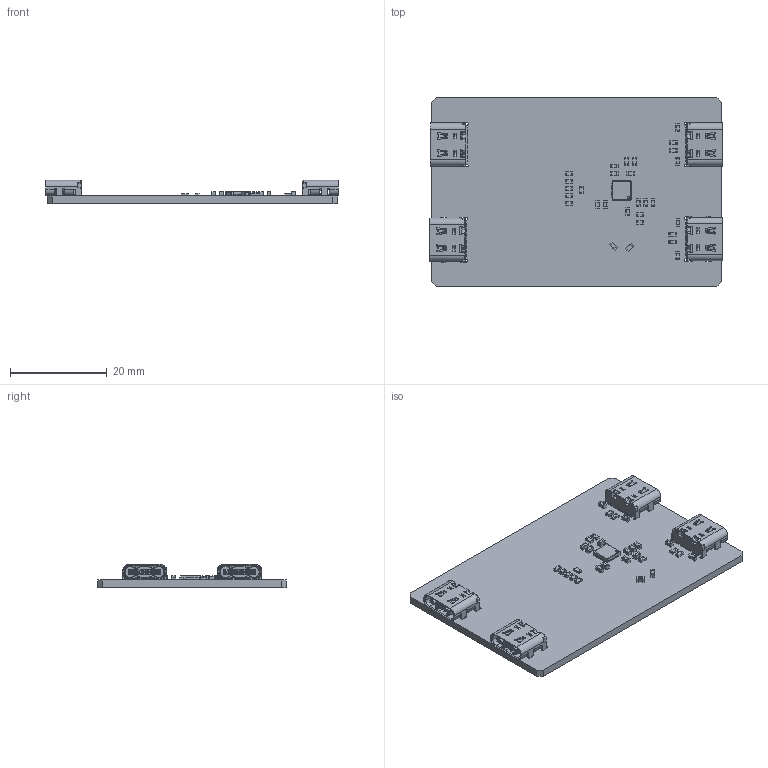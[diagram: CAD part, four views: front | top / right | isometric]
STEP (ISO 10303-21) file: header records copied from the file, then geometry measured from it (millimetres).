
FILE_DESCRIPTION(('FreeCAD Model'),'2;1');
FILE_NAME('Open CASCADE Shape Model','2023-08-27T17:03:09',(''),(''), 'Open CASCADE STEP processor 7.6','FreeCAD','Unknown');
FILE_SCHEMA(('AUTOMOTIVE_DESIGN { 1 0 10303 214 1 1 1 1 }'));
Length unit declared in the file: millimetre
Products named in the file (65): KiVM 1; C_0603_1608Metric; SOLID; 12402012E212A; SOLID003; C_0603_1608Metric002; R_0603_1608Metric002; SOLID006; C_0603_1608Metric003; R_0603_1608Metric003; 12402012E212A001; R_0603_1608Metric004; R_0603_1608Metric005; R_0603_1608Metric006; 12402012E212A002; C_0603_1608Metric008; R_0603_1608Metric007; C_0603_1608Metric010; C_0603_1608Metric011; C_0603_1608Metric012; 12402012E212A003; C_0603_1608Metric016; R_0603_1608Metric012; C_0603_1608Metric017; C_0603_1608Metric019; R_0603_1608Metric016; C_0603_1608Metric021; R_0603_1608Metric018; R_0603_1608Metric020; C_0603_1608Metric023; C_0603_1608Metric024; R_0603_1608Metric021; QFN-24 (4x4x0.9); SOLID066; SOLID067; SOLID068; SOLID069; SOLID070; SOLID071; SOLID072 ...
Assembly tree (94 placements, depth 3):
  KiVM 1
    C_0603_1608Metric
      SOLID
    12402012E212A
      SOLID003
    C_0603_1608Metric002
      SOLID
    R_0603_1608Metric002
      SOLID006
    C_0603_1608Metric003
      SOLID
    R_0603_1608Metric003
      SOLID006
    12402012E212A001
      SOLID003
    R_0603_1608Metric004
      SOLID006
    R_0603_1608Metric005
      SOLID006
    R_0603_1608Metric006
      SOLID006
    12402012E212A002
      SOLID003
    C_0603_1608Metric008
      SOLID
    R_0603_1608Metric007
      SOLID006
    C_0603_1608Metric010
      SOLID
    C_0603_1608Metric011
      SOLID
    C_0603_1608Metric012
      SOLID
    12402012E212A003
      SOLID003
    C_0603_1608Metric016
      SOLID
    R_0603_1608Metric012
      SOLID006
    C_0603_1608Metric017
      SOLID
    C_0603_1608Metric019
      SOLID
    R_0603_1608Metric016
      SOLID006
    C_0603_1608Metric021
      SOLID
    R_0603_1608Metric018
      SOLID006
    R_0603_1608Metric020
      SOLID006
    C_0603_1608Metric023
      SOLID
    C_0603_1608Metric024
      SOLID
    R_0603_1608Metric021
      SOLID006
    QFN-24 (4x4x0.9)
      SOLID066
      SOLID067
Bounding box: 60.42 x 39 x 4.81 mm (x, y, z)
Volume: 4160.9 mm3; surface area: 7200.3 mm2
Topology: 60 solids, 60 shells, 4523 faces, 12710 edges, 8224 vertices
Faces by surface type: plane 3134, cylinder 1161, cone 136, bspline 56, torus 32, sphere 4
Full cylindrical faces by diameter (mm): 0.5 x1, 0.65 x8
Entity records: 52408 total; most frequent: CARTESIAN_POINT 8833, ORIENTED_EDGE 7638, DIRECTION 7200, EDGE_CURVE 3819, LINE 3130, VECTOR 3130, VERTEX_POINT 2485, AXIS2_PLACEMENT_3D 2035
